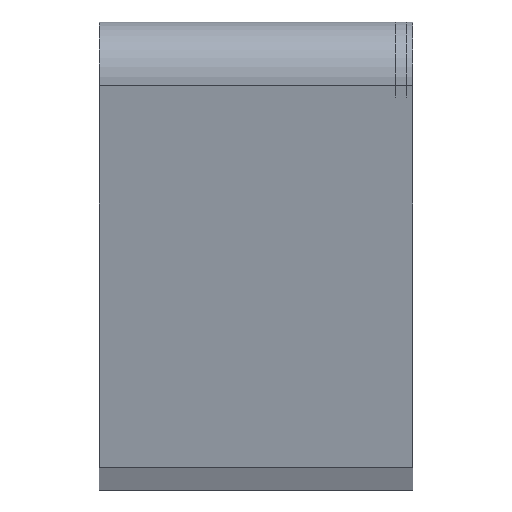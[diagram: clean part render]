
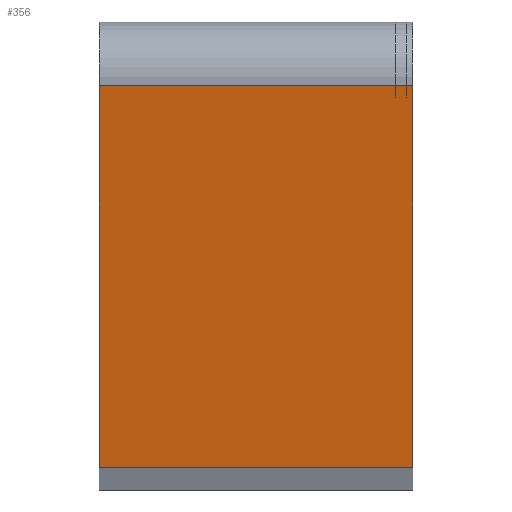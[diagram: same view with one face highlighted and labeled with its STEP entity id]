
A CAD part, left-side view. The second image highlights one B-rep face of the part: STEP entity #356.
In plain terms, the highlighted planar face has unit normal (-0.987, 0, -0.161).
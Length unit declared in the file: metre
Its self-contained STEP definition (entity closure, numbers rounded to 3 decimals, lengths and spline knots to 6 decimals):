
#46=ORIENTED_EDGE('',*,*,#138,.T.);
#47=ORIENTED_EDGE('',*,*,#139,.F.);
#48=ORIENTED_EDGE('',*,*,#135,.F.);
#49=ORIENTED_EDGE('',*,*,#140,.T.);
#135=EDGE_CURVE('',#181,#182,#214,.T.);
#138=EDGE_CURVE('',#183,#184,#215,.T.);
#139=EDGE_CURVE('',#182,#184,#216,.T.);
#140=EDGE_CURVE('',#181,#183,#217,.T.);
#181=VERTEX_POINT('',#564);
#182=VERTEX_POINT('',#565);
#183=VERTEX_POINT('',#570);
#184=VERTEX_POINT('',#571);
#214=LINE('',#563,#249);
#215=LINE('',#569,#250);
#216=LINE('',#572,#251);
#217=LINE('',#573,#252);
#249=VECTOR('',#452,1.);
#250=VECTOR('',#459,1.);
#251=VECTOR('',#460,1.);
#252=VECTOR('',#461,1.);
#278=EDGE_LOOP('',(#46,#47,#48,#49));
#309=FACE_BOUND('',#278,.T.);
#339=PLANE('',#405);
#356=ADVANCED_FACE('',(#309),#339,.T.);
#405=AXIS2_PLACEMENT_3D('',#568,#457,#458);
#452=DIRECTION('',(0.,-1.,0.));
#457=DIRECTION('',(-0.987,0.,-0.161));
#458=DIRECTION('',(-0.161,0.,0.987));
#459=DIRECTION('',(0.,-1.,0.));
#460=DIRECTION('',(0.161,0.,-0.987));
#461=DIRECTION('',(0.161,0.,-0.987));
#563=CARTESIAN_POINT('',(-0.056792,0.08128,0.109426));
#564=CARTESIAN_POINT('',(-0.056792,0.08628,0.109426));
#565=CARTESIAN_POINT('',(-0.056792,-0.005,0.109426));
#568=CARTESIAN_POINT('',(-0.047722,0.08128,0.053778));
#569=CARTESIAN_POINT('',(-0.038653,0.08128,-0.001869));
#570=CARTESIAN_POINT('',(-0.038653,0.08628,-0.001869));
#571=CARTESIAN_POINT('',(-0.038653,-0.005,-0.001869));
#572=CARTESIAN_POINT('',(-0.047722,-0.005,0.053778));
#573=CARTESIAN_POINT('',(-0.047722,0.08628,0.053778));
